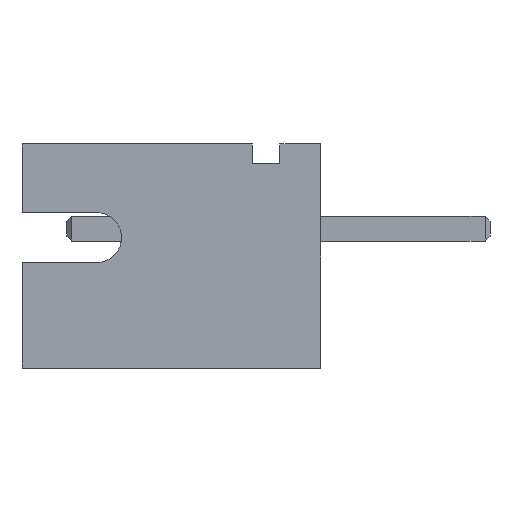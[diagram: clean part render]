
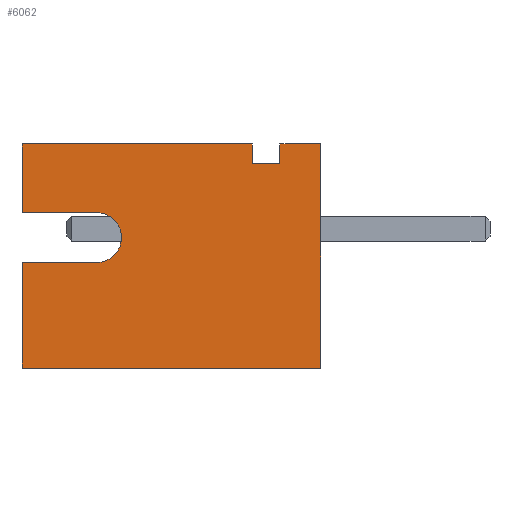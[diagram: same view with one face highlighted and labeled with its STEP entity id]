
A CAD part, left-side view. The second image highlights one B-rep face of the part: STEP entity #6062.
In plain terms, the highlighted planar face has unit normal (-1, 0, 0).
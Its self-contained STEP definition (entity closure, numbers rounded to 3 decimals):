
#18 = EDGE_CURVE ( 'NONE', #28, #5979, #4834, .T. ) ;
#28 = VERTEX_POINT ( 'NONE', #1132 ) ;
#34 = CARTESIAN_POINT ( 'NONE',  ( -1.95, 6., 1.7 ) ) ;
#42 = DIRECTION ( 'NONE',  ( 0., -1., 0. ) ) ;
#110 = VECTOR ( 'NONE', #3959, 1000. ) ;
#146 = CARTESIAN_POINT ( 'NONE',  ( -1.95, 1.38, 1.3 ) ) ;
#178 = DIRECTION ( 'NONE',  ( 0., 0., 1. ) ) ;
#183 = CARTESIAN_POINT ( 'NONE',  ( -1.95, 6., -2.8 ) ) ;
#192 = LINE ( 'NONE', #5892, #1230 ) ;
#212 = CARTESIAN_POINT ( 'NONE',  ( -1.95, 6., 0.32 ) ) ;
#467 = CARTESIAN_POINT ( 'NONE',  ( -1.95, 4.5, -0.18 ) ) ;
#603 = DIRECTION ( 'NONE',  ( 0., 1., 0. ) ) ;
#607 = EDGE_CURVE ( 'NONE', #1611, #4411, #2968, .T. ) ;
#632 = DIRECTION ( 'NONE',  ( 1., 0., 0. ) ) ;
#657 = FACE_OUTER_BOUND ( 'NONE', #1433, .T. ) ;
#686 = VERTEX_POINT ( 'NONE', #1998 ) ;
#781 = ORIENTED_EDGE ( 'NONE', *, *, #4455, .F. ) ;
#803 = CARTESIAN_POINT ( 'NONE',  ( -1.95, 0., 1.7 ) ) ;
#863 = ORIENTED_EDGE ( 'NONE', *, *, #4956, .T. ) ;
#1132 = CARTESIAN_POINT ( 'NONE',  ( -1.95, 1.38, 1.3 ) ) ;
#1133 = CARTESIAN_POINT ( 'NONE',  ( -1.95, 6., 1.7 ) ) ;
#1230 = VECTOR ( 'NONE', #5424, 1000. ) ;
#1271 = CARTESIAN_POINT ( 'NONE',  ( -1.95, 6., 1.7 ) ) ;
#1288 = VECTOR ( 'NONE', #6030, 1000. ) ;
#1363 = DIRECTION ( 'NONE',  ( 0., 0., 1. ) ) ;
#1433 = EDGE_LOOP ( 'NONE', ( #5578, #6445, #5086, #6094, #863, #781, #2296, #2852, #3468, #5510, #4691, #6190 ) ) ;
#1500 = DIRECTION ( 'NONE',  ( 0., 0., 1. ) ) ;
#1558 = EDGE_CURVE ( 'NONE', #3673, #686, #2952, .T. ) ;
#1611 = VERTEX_POINT ( 'NONE', #4600 ) ;
#1630 = EDGE_CURVE ( 'NONE', #3217, #5885, #4241, .T. ) ;
#1926 = VERTEX_POINT ( 'NONE', #5352 ) ;
#1998 = CARTESIAN_POINT ( 'NONE',  ( -1.95, 0., -2.8 ) ) ;
#2221 = DIRECTION ( 'NONE',  ( 0., 0., -1. ) ) ;
#2244 = CARTESIAN_POINT ( 'NONE',  ( -1.95, 6., -0.68 ) ) ;
#2296 = ORIENTED_EDGE ( 'NONE', *, *, #3831, .F. ) ;
#2330 = VERTEX_POINT ( 'NONE', #2244 ) ;
#2547 = CARTESIAN_POINT ( 'NONE',  ( -1.95, 0.82, 1.7 ) ) ;
#2670 = VECTOR ( 'NONE', #603, 1000. ) ;
#2852 = ORIENTED_EDGE ( 'NONE', *, *, #3757, .F. ) ;
#2887 = VECTOR ( 'NONE', #178, 1000. ) ;
#2952 = LINE ( 'NONE', #4432, #110 ) ;
#2968 = LINE ( 'NONE', #4634, #3504 ) ;
#2974 = DIRECTION ( 'NONE',  ( -1., 0., 0. ) ) ;
#3151 = EDGE_CURVE ( 'NONE', #3673, #2330, #6400, .T. ) ;
#3217 = VERTEX_POINT ( 'NONE', #5469 ) ;
#3418 = VECTOR ( 'NONE', #3836, 1000. ) ;
#3462 = LINE ( 'NONE', #6442, #1288 ) ;
#3468 = ORIENTED_EDGE ( 'NONE', *, *, #18, .T. ) ;
#3504 = VECTOR ( 'NONE', #5077, 1000. ) ;
#3644 = CARTESIAN_POINT ( 'NONE',  ( -1.95, 1.38, 1.7 ) ) ;
#3673 = VERTEX_POINT ( 'NONE', #183 ) ;
#3757 = EDGE_CURVE ( 'NONE', #28, #1926, #3462, .T. ) ;
#3831 = EDGE_CURVE ( 'NONE', #1926, #6472, #5183, .T. ) ;
#3836 = DIRECTION ( 'NONE',  ( 0., 0., 1. ) ) ;
#3959 = DIRECTION ( 'NONE',  ( 0., -1., 0. ) ) ;
#4150 = EDGE_CURVE ( 'NONE', #2330, #3217, #5704, .T. ) ;
#4241 = CIRCLE ( 'NONE', #6083, 0.5 ) ;
#4244 = CARTESIAN_POINT ( 'NONE',  ( -1.95, 0., 1.7 ) ) ;
#4323 = PLANE ( 'NONE',  #5170 ) ;
#4411 = VERTEX_POINT ( 'NONE', #34 ) ;
#4432 = CARTESIAN_POINT ( 'NONE',  ( -1.95, 6., -2.8 ) ) ;
#4455 = EDGE_CURVE ( 'NONE', #6472, #5773, #192, .T. ) ;
#4563 = CARTESIAN_POINT ( 'NONE',  ( -1.95, 4.5, 0.32 ) ) ;
#4600 = CARTESIAN_POINT ( 'NONE',  ( -1.95, 6., 0.32 ) ) ;
#4634 = CARTESIAN_POINT ( 'NONE',  ( -1.95, 6., 1.7 ) ) ;
#4691 = ORIENTED_EDGE ( 'NONE', *, *, #607, .F. ) ;
#4785 = CARTESIAN_POINT ( 'NONE',  ( -1.95, 6., -0.68 ) ) ;
#4834 = LINE ( 'NONE', #146, #2887 ) ;
#4908 = LINE ( 'NONE', #803, #6051 ) ;
#4956 = EDGE_CURVE ( 'NONE', #686, #5773, #4908, .T. ) ;
#5077 = DIRECTION ( 'NONE',  ( 0., 0., 1. ) ) ;
#5083 = DIRECTION ( 'NONE',  ( 0., 0., 1. ) ) ;
#5086 = ORIENTED_EDGE ( 'NONE', *, *, #3151, .F. ) ;
#5094 = CARTESIAN_POINT ( 'NONE',  ( -1.95, 6., 1.7 ) ) ;
#5113 = VECTOR ( 'NONE', #1500, 1000. ) ;
#5170 = AXIS2_PLACEMENT_3D ( 'NONE', #1133, #632, #2221 ) ;
#5183 = LINE ( 'NONE', #6178, #5113 ) ;
#5352 = CARTESIAN_POINT ( 'NONE',  ( -1.95, 0.82, 1.3 ) ) ;
#5424 = DIRECTION ( 'NONE',  ( 0., -1., 0. ) ) ;
#5469 = CARTESIAN_POINT ( 'NONE',  ( -1.95, 4.5, -0.68 ) ) ;
#5510 = ORIENTED_EDGE ( 'NONE', *, *, #6393, .F. ) ;
#5567 = DIRECTION ( 'NONE',  ( 0., -1., 0. ) ) ;
#5578 = ORIENTED_EDGE ( 'NONE', *, *, #1630, .F. ) ;
#5611 = VECTOR ( 'NONE', #5567, 1000. ) ;
#5695 = VECTOR ( 'NONE', #42, 1000. ) ;
#5704 = LINE ( 'NONE', #4785, #5695 ) ;
#5755 = EDGE_CURVE ( 'NONE', #5885, #1611, #5930, .T. ) ;
#5773 = VERTEX_POINT ( 'NONE', #4244 ) ;
#5885 = VERTEX_POINT ( 'NONE', #4563 ) ;
#5892 = CARTESIAN_POINT ( 'NONE',  ( -1.95, 6., 1.7 ) ) ;
#5930 = LINE ( 'NONE', #212, #2670 ) ;
#5979 = VERTEX_POINT ( 'NONE', #3644 ) ;
#6030 = DIRECTION ( 'NONE',  ( 0., -1., 0. ) ) ;
#6051 = VECTOR ( 'NONE', #1363, 1000. ) ;
#6062 = ADVANCED_FACE ( 'NONE', ( #657 ), #4323, .F. ) ;
#6083 = AXIS2_PLACEMENT_3D ( 'NONE', #467, #2974, #5083 ) ;
#6094 = ORIENTED_EDGE ( 'NONE', *, *, #1558, .T. ) ;
#6178 = CARTESIAN_POINT ( 'NONE',  ( -1.95, 0.82, 1.3 ) ) ;
#6190 = ORIENTED_EDGE ( 'NONE', *, *, #5755, .F. ) ;
#6393 = EDGE_CURVE ( 'NONE', #4411, #5979, #6568, .T. ) ;
#6400 = LINE ( 'NONE', #1271, #3418 ) ;
#6442 = CARTESIAN_POINT ( 'NONE',  ( -1.95, 1.38, 1.3 ) ) ;
#6445 = ORIENTED_EDGE ( 'NONE', *, *, #4150, .F. ) ;
#6472 = VERTEX_POINT ( 'NONE', #2547 ) ;
#6568 = LINE ( 'NONE', #5094, #5611 ) ;
